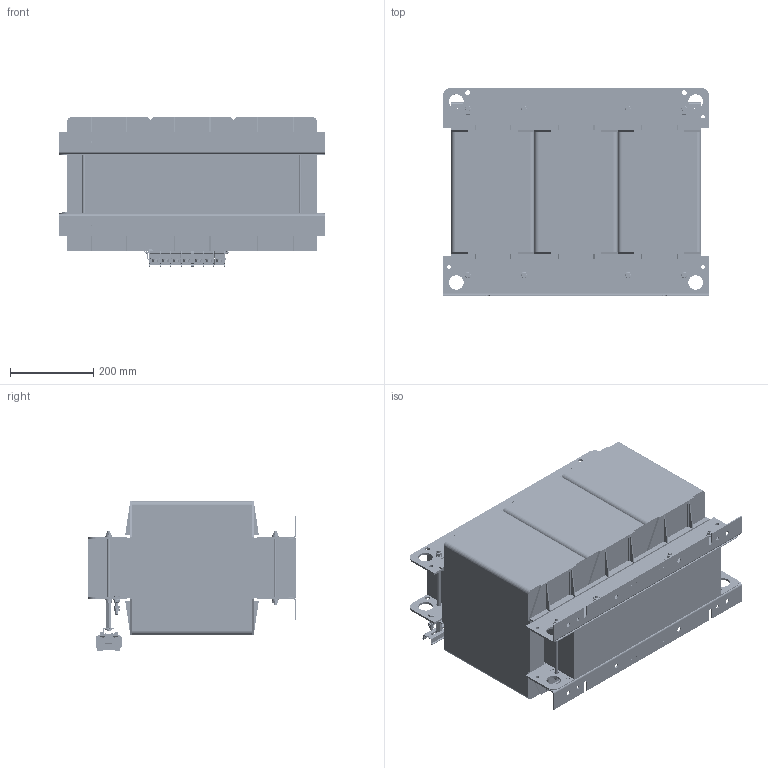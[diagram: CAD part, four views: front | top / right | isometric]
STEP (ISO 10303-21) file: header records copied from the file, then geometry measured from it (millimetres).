
FILE_DESCRIPTION(/* description */ (''),/* implementation_level */ '2;1');
FILE_NAME(/* name */ 'TTX63.stp',/* time_stamp */ '2023-11-15T12:44:22+01:00',/* author */ ('ops'),/* organization */ (''),/* preprocessor_version */ 'ST-DEVELOPER v16.13',/* originating_system */ 'Autodesk Inventor 2018',/* authorisation */ '');
FILE_SCHEMA (('AUTOMOTIVE_DESIGN { 1 0 10303 214 3 1 1 }'));
Products named in the file (1): TTX63_V02
Bounding box: 640 x 500 x 359.6 mm (x, y, z)
Volume: 72381711.7 mm3; surface area: 5542353.7 mm2
Topology: 148 solids, 148 shells, 8621 faces, 19657 edges, 11304 vertices
Faces by surface type: cylinder 3263, plane 3071, torus 998, sphere 708, cone 525, bspline 56
Full cylindrical faces by diameter (mm): 3 x4, 3.5 x28, 3.9 x7, 3.92 x4, 4 x9, 4.2 x9, 4.3 x4, 4.35 x14, 4.5 x40, 5.9 x14, 6 x2, 6.35 x32, 6.647 x21, 7.85 x14, 8 x23, 8.376 x2, 8.4 x33, 8.88 x2, 9 x20, 10 x14, 10.1 x14, 11.25 x8, 11.5 x10, 11.7 x1, 12 x52, 16 x33, 35 x16
Entity records: 242620 total; most frequent: DIRECTION 43549, CARTESIAN_POINT 42453, ORIENTED_EDGE 37442, EDGE_CURVE 18721, AXIS2_PLACEMENT_3D 16779, VERTEX_POINT 11247, EDGE_LOOP 10106, LINE 9991
